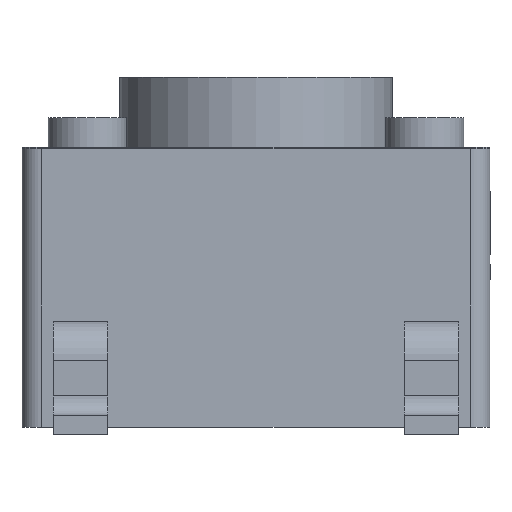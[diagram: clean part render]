
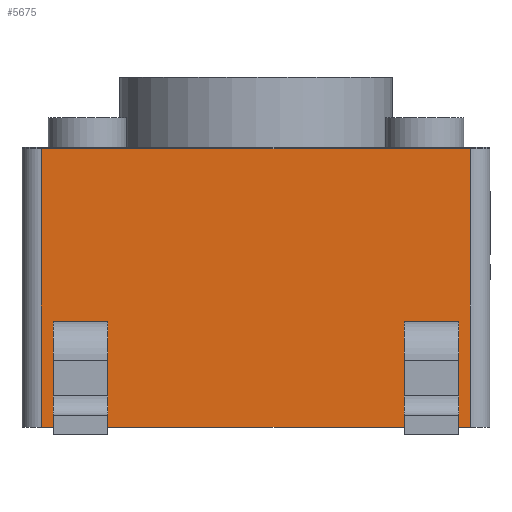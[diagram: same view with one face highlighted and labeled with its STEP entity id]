
A CAD part, front view. The second image highlights one B-rep face of the part: STEP entity #5675.
In plain terms, the highlighted planar face has unit normal (0, -1, 0).
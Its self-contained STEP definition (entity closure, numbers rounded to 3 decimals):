
#512=FACE_OUTER_BOUND('',#845,.T.);
#845=EDGE_LOOP('',(#3773,#3774,#3775,#3776));
#1197=LINE('',#8019,#1775);
#1198=LINE('',#8021,#1776);
#1199=LINE('',#8023,#1777);
#1200=LINE('',#8024,#1778);
#1775=VECTOR('',#6556,3.57);
#1776=VECTOR('',#6557,5.5);
#1777=VECTOR('',#6558,3.57);
#1778=VECTOR('',#6559,5.5);
#2353=VERTEX_POINT('',#8017);
#2354=VERTEX_POINT('',#8018);
#2355=VERTEX_POINT('',#8020);
#2356=VERTEX_POINT('',#8022);
#2923=EDGE_CURVE('',#2353,#2354,#1197,.T.);
#2924=EDGE_CURVE('',#2355,#2353,#1198,.T.);
#2925=EDGE_CURVE('',#2356,#2355,#1199,.T.);
#2926=EDGE_CURVE('',#2356,#2354,#1200,.T.);
#3773=ORIENTED_EDGE('',*,*,#2923,.F.);
#3774=ORIENTED_EDGE('',*,*,#2924,.F.);
#3775=ORIENTED_EDGE('',*,*,#2925,.F.);
#3776=ORIENTED_EDGE('',*,*,#2926,.T.);
#5473=PLANE('',#6109);
#5675=ADVANCED_FACE('',(#512),#5473,.T.);
#6109=AXIS2_PLACEMENT_3D('',#8016,#6554,#6555);
#6554=DIRECTION('center_axis',(0.,-1.,0.));
#6555=DIRECTION('ref_axis',(0.,0.,-1.));
#6556=DIRECTION('',(0.,0.,-1.));
#6557=DIRECTION('',(1.,0.,0.));
#6558=DIRECTION('',(0.,0.,1.));
#6559=DIRECTION('',(1.,0.,0.));
#8016=CARTESIAN_POINT('Origin',(-3.,-3.,0.));
#8017=CARTESIAN_POINT('',(2.75,-3.,0.));
#8018=CARTESIAN_POINT('',(2.75,-3.,-3.57));
#8019=CARTESIAN_POINT('',(2.75,-3.,0.));
#8020=CARTESIAN_POINT('',(-2.75,-3.,0.));
#8021=CARTESIAN_POINT('',(-2.75,-3.,0.));
#8022=CARTESIAN_POINT('',(-2.75,-3.,-3.57));
#8023=CARTESIAN_POINT('',(-2.75,-3.,-3.57));
#8024=CARTESIAN_POINT('',(-2.75,-3.,-3.57));
